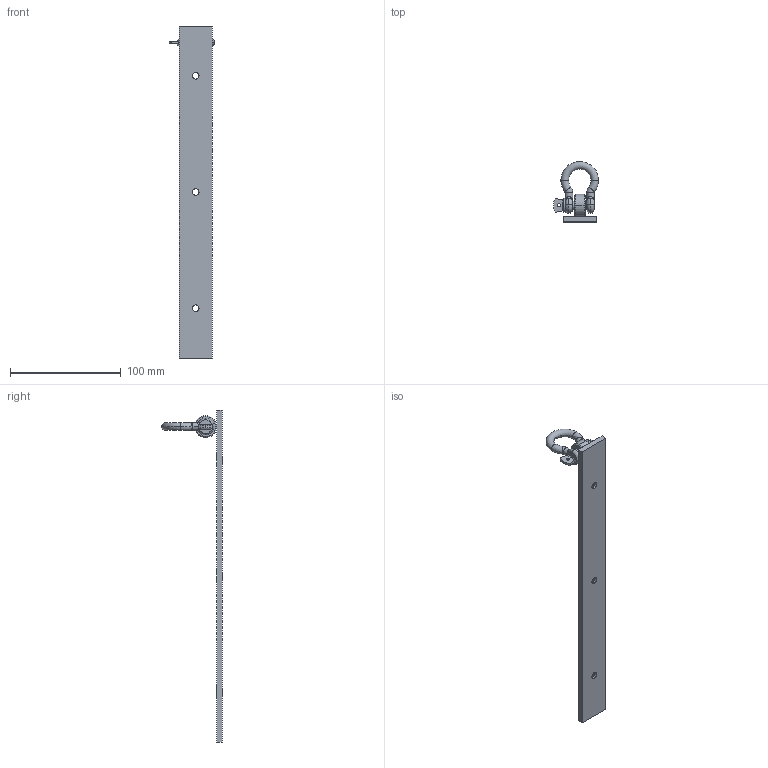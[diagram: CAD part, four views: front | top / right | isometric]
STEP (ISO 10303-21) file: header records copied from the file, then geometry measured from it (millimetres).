
FILE_DESCRIPTION (( 'STEP AP203' ), '1' );
FILE_NAME ('T64300.STEP', '2018-08-21T14:35:15', ( '' ), ( '' ), 'SwSTEP 2.0', 'SolidWorks 2016', '' );
FILE_SCHEMA (( 'CONFIG_CONTROL_DESIGN' ));
Length unit declared in the file: millimetre
Products named in the file (7): TH2195_TH2195; TH2200_TH2200; T39200-2; T39200-1; TH2197; T64300; T39200
Assembly tree (6 placements, depth 3):
  T64300
    TH2200_TH2200
      TH2195_TH2195
      TH2197
    T39200
      T39200-2
      T39200-1
Bounding box: 40.71 x 54.6 x 300 mm (x, y, z)
Volume: 52544.9 mm3; surface area: 26665.1 mm2
Topology: 4 solids, 4 shells, 86 faces, 207 edges, 124 vertices
Faces by surface type: cylinder 30, plane 20, bspline 16, cone 10, torus 10
Entity records: 4120 total; most frequent: CARTESIAN_POINT 1414, DIRECTION 443, ORIENTED_EDGE 406, EDGE_CURVE 203, AXIS2_PLACEMENT_3D 191, VERTEX_POINT 124, CIRCLE 110, EDGE_LOOP 99
